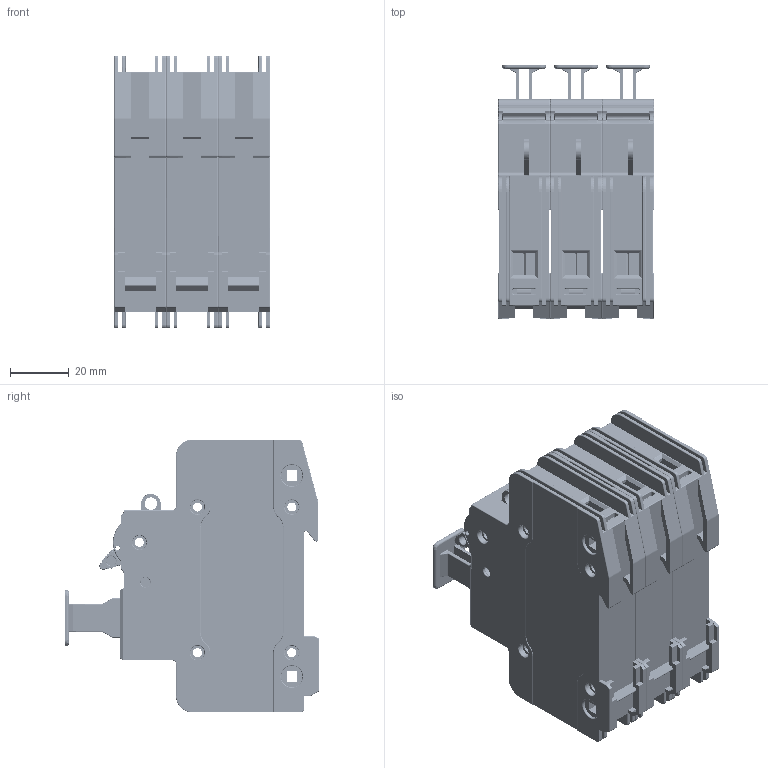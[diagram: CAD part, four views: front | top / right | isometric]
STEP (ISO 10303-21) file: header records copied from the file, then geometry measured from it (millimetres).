
FILE_DESCRIPTION (( 'STEP AP214' ), '1' );
FILE_NAME ('CEP-FS30CC3 200107.STEP', '2020-01-07T20:51:40', ( '' ), ( '' ), 'SwSTEP 2.0', 'SolidWorks 2015', '' );
FILE_SCHEMA (( 'AUTOMOTIVE_DESIGN' ));
Length unit declared in the file: inch
Products named in the file (1): CEP-FS30CC3 200107
Bounding box: 52.88 x 86.45 x 92.7 mm (x, y, z)
Volume: 93924 mm3; surface area: 159168.2 mm2
Topology: 9 solids, 12 shells, 7008 faces, 19098 edges, 12066 vertices
Faces by surface type: plane 4038, cylinder 1920, bspline 624, torus 258, cone 147, sphere 21
Entity records: 324882 total; most frequent: CARTESIAN_POINT 60946, ORIENTED_EDGE 37986, DIRECTION 33644, EDGE_CURVE 18993, VECTOR 13026, LINE 13026, VERTEX_POINT 12060, AXIS2_PLACEMENT_3D 10309
